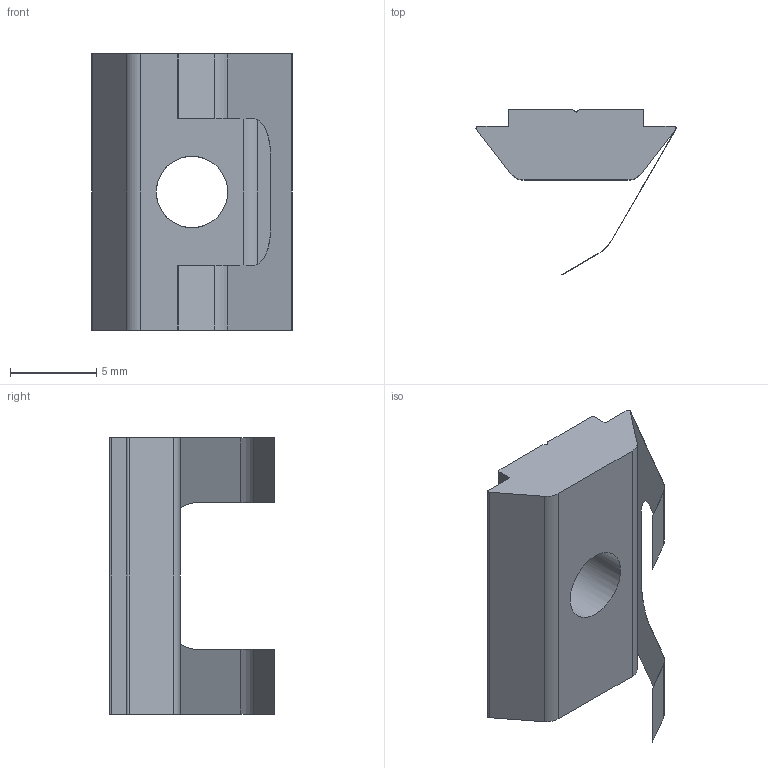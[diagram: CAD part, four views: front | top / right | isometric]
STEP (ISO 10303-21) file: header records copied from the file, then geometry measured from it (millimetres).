
FILE_DESCRIPTION(/* description */ ('Translator using VaultInventorServer'),/* implementation_level */ '2;1');
FILE_NAME(/* name */ 'CDDCU0000021_A.stp',/* time_stamp */ '2021-12-19T18:31:23+01:00',/* author */ (''),/* organization */ (''),/* preprocessor_version */ 'ST-DEVELOPER v17.2',/* originating_system */ 'Autodesk Inventor 2019',/* authorisation */ '');
FILE_SCHEMA (('AUTOMOTIVE_DESIGN { 1 0 10303 214 3 1 1 }'));
Length unit declared in the file: millimetre
Products named in the file (1): CDDCU0000021
Bounding box: 11.59 x 9.58 x 16 mm (x, y, z)
Volume: 535.1 mm3; surface area: 761.5 mm2
Topology: 1 solids, 1 shells, 41 faces, 121 edges, 81 vertices
Faces by surface type: plane 27, cylinder 14
Full cylindrical faces by diameter (mm): 4.134 x1
Entity records: 1423 total; most frequent: CARTESIAN_POINT 244, ORIENTED_EDGE 242, DIRECTION 240, EDGE_CURVE 121, LINE 86, VECTOR 86, VERTEX_POINT 81, AXIS2_PLACEMENT_3D 77
